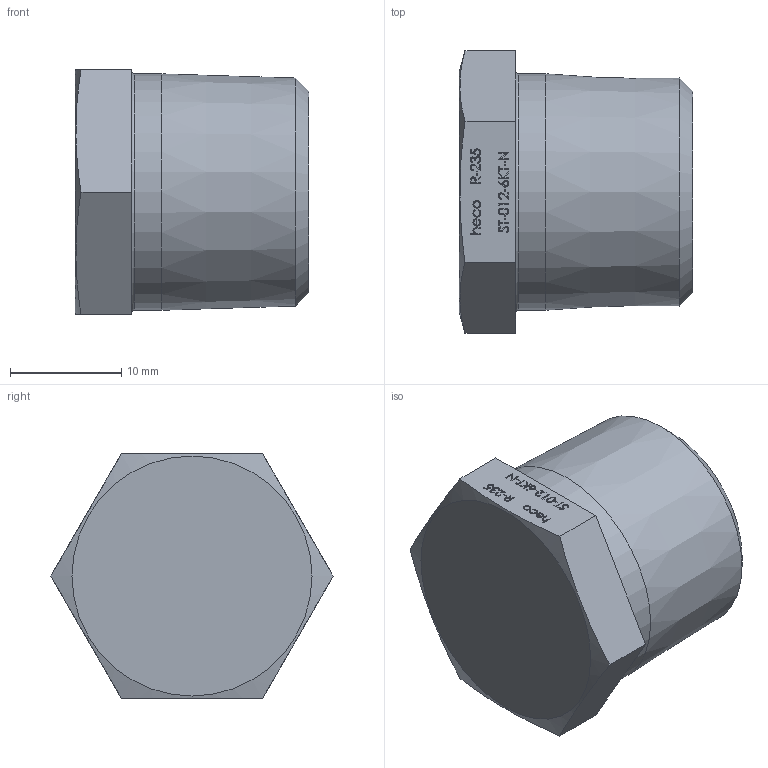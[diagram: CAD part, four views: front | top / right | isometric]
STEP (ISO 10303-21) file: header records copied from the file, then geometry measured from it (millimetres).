
FILE_DESCRIPTION (( 'STEP AP214' ), '1' );
FILE_NAME ('ST-012-6KT-N R-235 Stopfen 6KT kon 2011.STEP', '2020-11-16T14:19:08', ( '' ), ( '' ), 'SwSTEP 2.0', 'SolidWorks 2019', '' );
FILE_SCHEMA (( 'AUTOMOTIVE_DESIGN' ));
Length unit declared in the file: millimetre
Products named in the file (1): ST-012-6KT-N R-235 Stopfen 6KT kon 2011
Bounding box: 21 x 25.4 x 22.01 mm (x, y, z)
Volume: 7555.5 mm3; surface area: 2181.7 mm2
Topology: 1 solids, 1 shells, 256 faces, 678 edges, 451 vertices
Faces by surface type: plane 144, bspline 107, cone 3, cylinder 1, torus 1
Full cylindrical faces by diameter (mm): 21.267 x1
Entity records: 16150 total; most frequent: CARTESIAN_POINT 7919, ORIENTED_EDGE 1344, DIRECTION 758, EDGE_CURVE 672, VERTEX_POINT 450, VECTOR 446, LINE 446, EDGE_LOOP 288
